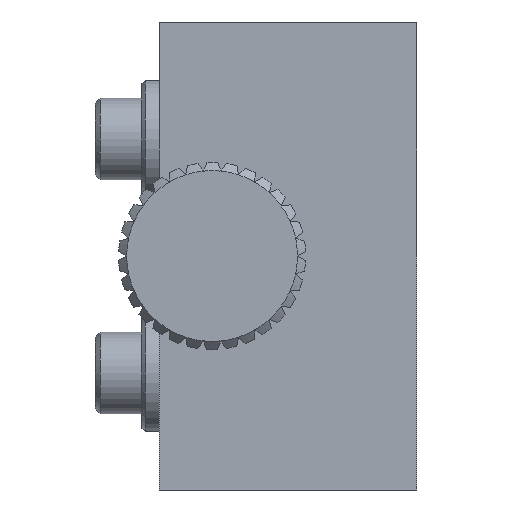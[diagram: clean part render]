
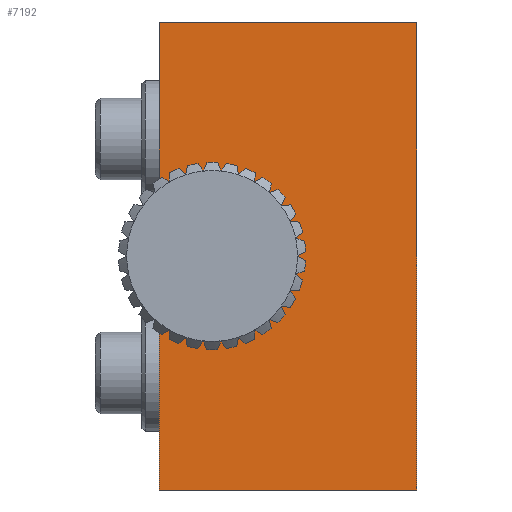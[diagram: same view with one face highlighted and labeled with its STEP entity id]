
A CAD part, left-side view. The second image highlights one B-rep face of the part: STEP entity #7192.
In plain terms, the highlighted planar face has unit normal (-1, 0, 0).
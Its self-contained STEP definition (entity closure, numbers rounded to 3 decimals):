
#54 = FACE_OUTER_BOUND ( 'NONE', #5819, .T. ) ;
#187 = CARTESIAN_POINT ( 'NONE',  ( -40., 22., -20. ) ) ;
#346 = EDGE_CURVE ( 'NONE', #4539, #3035, #4918, .T. ) ;
#351 = ORIENTED_EDGE ( 'NONE', *, *, #6683, .T. ) ;
#534 = VERTEX_POINT ( 'NONE', #4656 ) ;
#589 = CARTESIAN_POINT ( 'NONE',  ( -40., 11., -20. ) ) ;
#752 = EDGE_CURVE ( 'NONE', #3618, #4539, #6554, .T. ) ;
#773 = CARTESIAN_POINT ( 'NONE',  ( -40., 17.5, 0. ) ) ;
#915 = CARTESIAN_POINT ( 'NONE',  ( -40., 22., 20. ) ) ;
#989 = VECTOR ( 'NONE', #2609, 1000. ) ;
#1001 = VECTOR ( 'NONE', #1410, 1000. ) ;
#1405 = DIRECTION ( 'NONE',  ( -1., 0., 0. ) ) ;
#1410 = DIRECTION ( 'NONE',  ( 0., -1., 0. ) ) ;
#1569 = EDGE_CURVE ( 'NONE', #534, #3035, #4434, .T. ) ;
#1678 = CARTESIAN_POINT ( 'NONE',  ( -40., 17.5, -2.25 ) ) ;
#1786 = DIRECTION ( 'NONE',  ( 0., 0., -1. ) ) ;
#2280 = PLANE ( 'NONE',  #6442 ) ;
#2525 = ORIENTED_EDGE ( 'NONE', *, *, #7290, .F. ) ;
#2557 = VECTOR ( 'NONE', #5996, 1000. ) ;
#2609 = DIRECTION ( 'NONE',  ( 0., 0., 1. ) ) ;
#2834 = CIRCLE ( 'NONE', #5018, 2.25 ) ;
#3035 = VERTEX_POINT ( 'NONE', #6889 ) ;
#3060 = DIRECTION ( 'NONE',  ( 0., 0., -1. ) ) ;
#3296 = ORIENTED_EDGE ( 'NONE', *, *, #1569, .T. ) ;
#3403 = FACE_BOUND ( 'NONE', #7074, .T. ) ;
#3583 = VECTOR ( 'NONE', #5781, 1000. ) ;
#3618 = VERTEX_POINT ( 'NONE', #187 ) ;
#3720 = CARTESIAN_POINT ( 'NONE',  ( -40., 0., 20. ) ) ;
#4434 = LINE ( 'NONE', #3720, #2557 ) ;
#4539 = VERTEX_POINT ( 'NONE', #915 ) ;
#4656 = CARTESIAN_POINT ( 'NONE',  ( -40., 0., -20. ) ) ;
#4659 = CARTESIAN_POINT ( 'NONE',  ( -40., 22., 20. ) ) ;
#4918 = LINE ( 'NONE', #6640, #1001 ) ;
#5018 = AXIS2_PLACEMENT_3D ( 'NONE', #773, #1405, #3060 ) ;
#5689 = ORIENTED_EDGE ( 'NONE', *, *, #346, .F. ) ;
#5781 = DIRECTION ( 'NONE',  ( 0., -1., 0. ) ) ;
#5819 = EDGE_LOOP ( 'NONE', ( #3296, #5689, #5863, #351 ) ) ;
#5863 = ORIENTED_EDGE ( 'NONE', *, *, #752, .F. ) ;
#5951 = CARTESIAN_POINT ( 'NONE',  ( -40., 22., 20. ) ) ;
#5996 = DIRECTION ( 'NONE',  ( 0., 0., 1. ) ) ;
#6354 = VERTEX_POINT ( 'NONE', #1678 ) ;
#6442 = AXIS2_PLACEMENT_3D ( 'NONE', #4659, #6939, #1786 ) ;
#6554 = LINE ( 'NONE', #5951, #989 ) ;
#6640 = CARTESIAN_POINT ( 'NONE',  ( -40., 11., 20. ) ) ;
#6683 = EDGE_CURVE ( 'NONE', #3618, #534, #6911, .T. ) ;
#6889 = CARTESIAN_POINT ( 'NONE',  ( -40., 0., 20. ) ) ;
#6911 = LINE ( 'NONE', #589, #3583 ) ;
#6939 = DIRECTION ( 'NONE',  ( 1., 0., 0. ) ) ;
#7074 = EDGE_LOOP ( 'NONE', ( #2525 ) ) ;
#7192 = ADVANCED_FACE ( 'NONE', ( #54, #3403 ), #2280, .F. ) ;
#7290 = EDGE_CURVE ( 'NONE', #6354, #6354, #2834, .T. ) ;
